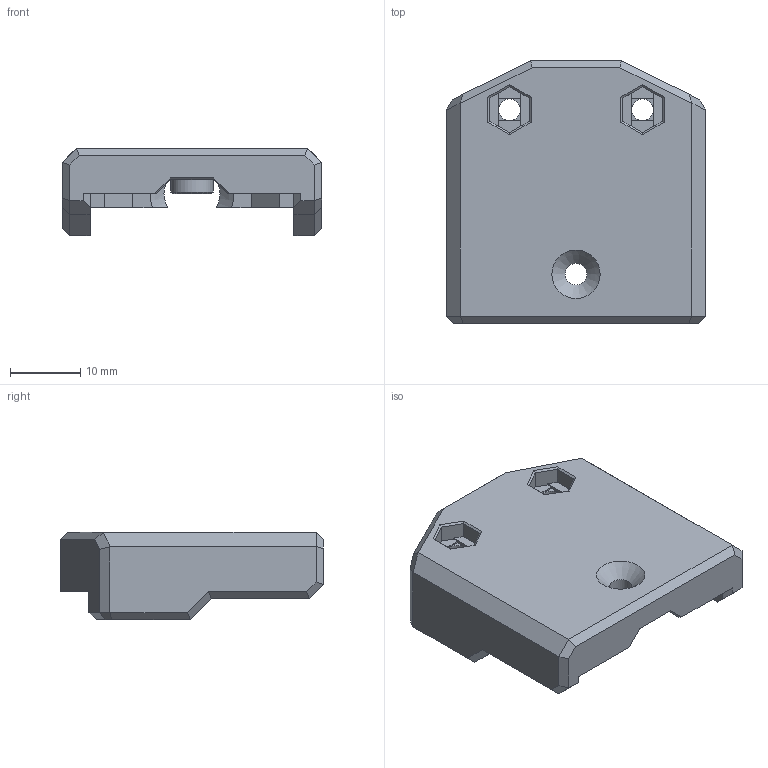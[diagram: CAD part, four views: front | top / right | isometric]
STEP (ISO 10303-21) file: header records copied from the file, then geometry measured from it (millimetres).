
FILE_DESCRIPTION(/* description */ (''),/* implementation_level */ '2;1');
FILE_NAME(/* name */ 'heated_bed_able_upper_cover.step',/* time_stamp */ '2020-09-13T15:22:08+07:00',/* author */ (''),/* organization */ (''),/* preprocessor_version */ 'ST-DEVELOPER v18.1',/* originating_system */ 'Autodesk Translation Framework v9.3.0.1241',/* authorisation */ '');
FILE_SCHEMA (('AUTOMOTIVE_DESIGN { 1 0 10303 214 3 1 1 }'));
Length unit declared in the file: millimetre
Products named in the file (1): Heated Bed Upper Plug
Bounding box: 37 x 37.5 x 12.5 mm (x, y, z)
Volume: 6241.7 mm3; surface area: 4750 mm2
Topology: 1 solids, 1 shells, 150 faces, 384 edges, 238 vertices
Faces by surface type: plane 137, cone 8, cylinder 5
Full cylindrical faces by diameter (mm): 3.1 x3, 6 x1
Entity records: 4445 total; most frequent: CARTESIAN_POINT 787, ORIENTED_EDGE 768, DIRECTION 701, EDGE_CURVE 384, LINE 355, VECTOR 355, VERTEX_POINT 238, AXIS2_PLACEMENT_3D 173
